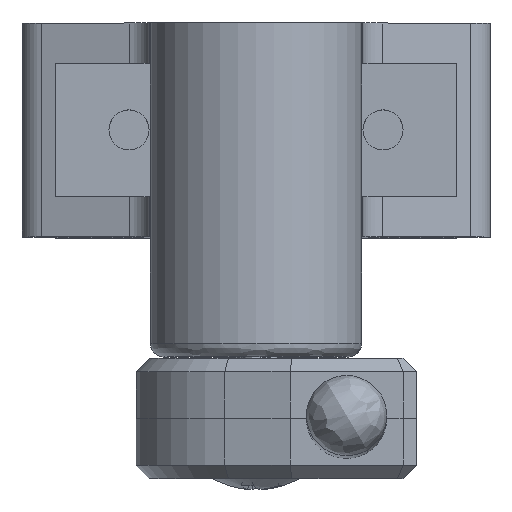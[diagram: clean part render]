
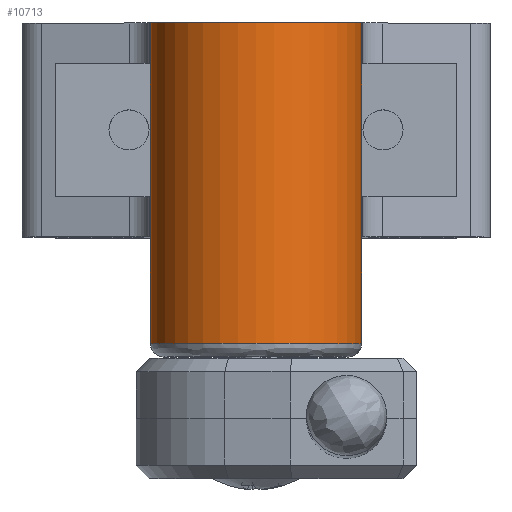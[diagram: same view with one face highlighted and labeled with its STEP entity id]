
A CAD part, top view. The second image highlights one B-rep face of the part: STEP entity #10713.
In plain terms, the highlighted cylindrical face has radius 7.9 mm (diameter 15.8 mm), a partial arc.
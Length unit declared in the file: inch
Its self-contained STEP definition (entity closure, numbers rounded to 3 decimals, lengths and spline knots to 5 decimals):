
#675 = CARTESIAN_POINT ( 'NONE',  ( -0.3448, -0.62992, 2.23707 ) ) ;
#785 = ORIENTED_EDGE ( 'NONE', *, *, #7575, .T. ) ;
#810 = DIRECTION ( 'NONE',  ( 1., 0., 0. ) ) ;
#1274 = EDGE_CURVE ( 'NONE', #13433, #9701, #9672, .T. ) ;
#1745 = DIRECTION ( 'NONE',  ( 1., 0., 0. ) ) ;
#2020 = ORIENTED_EDGE ( 'NONE', *, *, #4660, .T. ) ;
#2523 = DIRECTION ( 'NONE',  ( 0., -1., 0. ) ) ;
#2628 = VERTEX_POINT ( 'NONE', #8156 ) ;
#3203 = CARTESIAN_POINT ( 'NONE',  ( -0.03377, -0.62992, 2.23707 ) ) ;
#3865 = DIRECTION ( 'NONE',  ( 0., 1., 0. ) ) ;
#4283 = VERTEX_POINT ( 'NONE', #8914 ) ;
#4639 = AXIS2_PLACEMENT_3D ( 'NONE', #3203, #5899, #810 ) ;
#4660 = EDGE_CURVE ( 'NONE', #4283, #2628, #15520, .T. ) ;
#5199 = CARTESIAN_POINT ( 'NONE',  ( 0.27725, -0.62992, 2.23707 ) ) ;
#5276 = ORIENTED_EDGE ( 'NONE', *, *, #1274, .T. ) ;
#5425 = DIRECTION ( 'NONE',  ( 0., -1., 0. ) ) ;
#5755 = DIRECTION ( 'NONE',  ( 0., -1., 0. ) ) ;
#5767 = EDGE_LOOP ( 'NONE', ( #785, #6042, #5276, #10789, #9487, #2020 ) ) ;
#5899 = DIRECTION ( 'NONE',  ( 0., 1., 0. ) ) ;
#6042 = ORIENTED_EDGE ( 'NONE', *, *, #9969, .T. ) ;
#6208 = AXIS2_PLACEMENT_3D ( 'NONE', #9368, #5425, #1745 ) ;
#6405 = CARTESIAN_POINT ( 'NONE',  ( -0.03377, 0.31496, 2.23707 ) ) ;
#6465 = LINE ( 'NONE', #11549, #10857 ) ;
#6656 = DIRECTION ( 'NONE',  ( 0., -1., 0. ) ) ;
#6804 = LINE ( 'NONE', #14797, #8441 ) ;
#7575 = EDGE_CURVE ( 'NONE', #2628, #7725, #6804, .T. ) ;
#7725 = VERTEX_POINT ( 'NONE', #10608 ) ;
#8081 = DIRECTION ( 'NONE',  ( 0., -1., 0. ) ) ;
#8156 = CARTESIAN_POINT ( 'NONE',  ( -0.3448, 0.31496, 2.23707 ) ) ;
#8441 = VECTOR ( 'NONE', #5755, 39.37008 ) ;
#8662 = CARTESIAN_POINT ( 'NONE',  ( 0.27725, -0.31496, 2.23707 ) ) ;
#8914 = CARTESIAN_POINT ( 'NONE',  ( 0.27725, 0.31496, 2.23707 ) ) ;
#9368 = CARTESIAN_POINT ( 'NONE',  ( -0.03377, 0.31496, 2.23707 ) ) ;
#9453 = VERTEX_POINT ( 'NONE', #8662 ) ;
#9487 = ORIENTED_EDGE ( 'NONE', *, *, #11417, .T. ) ;
#9672 = CIRCLE ( 'NONE', #4639, 0.31102 ) ;
#9701 = VERTEX_POINT ( 'NONE', #5199 ) ;
#9911 = FACE_OUTER_BOUND ( 'NONE', #5767, .T. ) ;
#9969 = EDGE_CURVE ( 'NONE', #7725, #13433, #16149, .T. ) ;
#10307 = AXIS2_PLACEMENT_3D ( 'NONE', #6405, #2523, #15361 ) ;
#10608 = CARTESIAN_POINT ( 'NONE',  ( -0.3448, -0.31496, 2.23707 ) ) ;
#10713 = ADVANCED_FACE ( 'NONE', ( #9911 ), #14136, .T. ) ;
#10789 = ORIENTED_EDGE ( 'NONE', *, *, #16059, .F. ) ;
#10857 = VECTOR ( 'NONE', #3865, 39.37008 ) ;
#11157 = LINE ( 'NONE', #14300, #15947 ) ;
#11417 = EDGE_CURVE ( 'NONE', #9453, #4283, #6465, .T. ) ;
#11549 = CARTESIAN_POINT ( 'NONE',  ( 0.27725, 0.31496, 2.23707 ) ) ;
#11868 = CARTESIAN_POINT ( 'NONE',  ( -0.3448, 0.31496, 2.23707 ) ) ;
#13433 = VERTEX_POINT ( 'NONE', #675 ) ;
#14136 = CYLINDRICAL_SURFACE ( 'NONE', #10307, 0.31102 ) ;
#14300 = CARTESIAN_POINT ( 'NONE',  ( 0.27725, 0.31496, 2.23707 ) ) ;
#14797 = CARTESIAN_POINT ( 'NONE',  ( -0.3448, 0.31496, 2.23707 ) ) ;
#15361 = DIRECTION ( 'NONE',  ( 1., 0., 0. ) ) ;
#15520 = CIRCLE ( 'NONE', #6208, 0.31102 ) ;
#15748 = VECTOR ( 'NONE', #8081, 39.37008 ) ;
#15947 = VECTOR ( 'NONE', #6656, 39.37008 ) ;
#16059 = EDGE_CURVE ( 'NONE', #9453, #9701, #11157, .T. ) ;
#16149 = LINE ( 'NONE', #11868, #15748 ) ;
